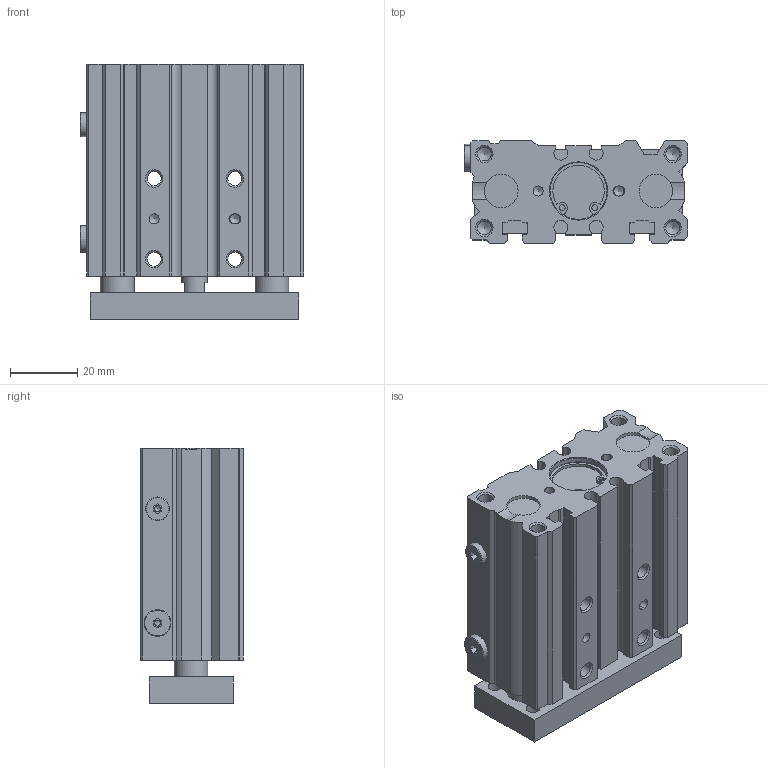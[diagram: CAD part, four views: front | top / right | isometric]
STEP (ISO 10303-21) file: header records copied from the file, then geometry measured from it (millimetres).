
FILE_DESCRIPTION(/* description */ (''),/* implementation_level */ '2;1');
FILE_NAME(/* name */ 'EDM016.030.GS.stp',/* time_stamp */ '2022-02-21T14:57:58+01:00',/* author */ ('carlo.corazza'),/* organization */ (''),/* preprocessor_version */ 'ST-DEVELOPER v18',/* originating_system */ 'Autodesk Inventor 2020',/* authorisation */ '');
FILE_SCHEMA (('AUTOMOTIVE_DESIGN { 1 0 10303 214 3 1 1 }'));
Length unit declared in the file: millimetre
Products named in the file (3): EDM016.030.GS; CORPO EDM016-030; PIASTRA-ASTE-STELO EDM016.030
Assembly tree (2 placements, depth 2):
  EDM016.030.GS
    CORPO EDM016-030
    PIASTRA-ASTE-STELO EDM016.030
Bounding box: 66.5 x 30.5 x 76 mm (x, y, z)
Volume: 108878.6 mm3; surface area: 43934.9 mm2
Topology: 3 solids, 3 shells, 339 faces, 940 edges, 636 vertices
Faces by surface type: plane 186, cylinder 99, cone 44, torus 10
Full cylindrical faces by diameter (mm): 1.7 x4, 1.8 x2, 3 x6, 4.134 x12, 4.2 x4, 7 x1, 7.065 x1, 7.5 x1, 7.7 x1, 8 x5, 8.574 x1, 9.2 x1, 10 x6, 10.5 x2, 11.189 x2, 11.514 x1, 11.689 x2, 14 x1, 16 x2, 16.9 x2, 17 x4, 17.8 x2
Entity records: 11571 total; most frequent: DIRECTION 2002, CARTESIAN_POINT 1965, ORIENTED_EDGE 1862, EDGE_CURVE 931, AXIS2_PLACEMENT_3D 733, VERTEX_POINT 636, LINE 536, VECTOR 536
